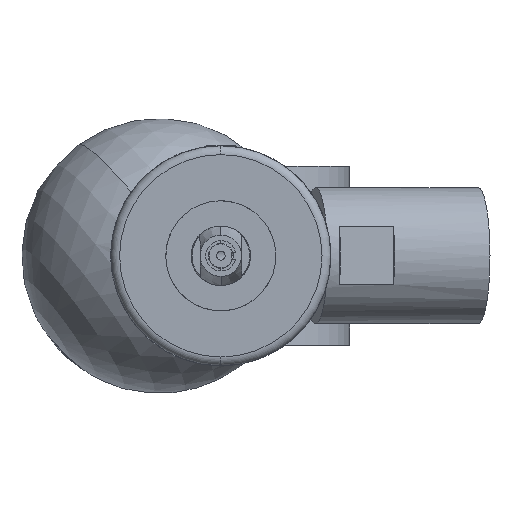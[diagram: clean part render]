
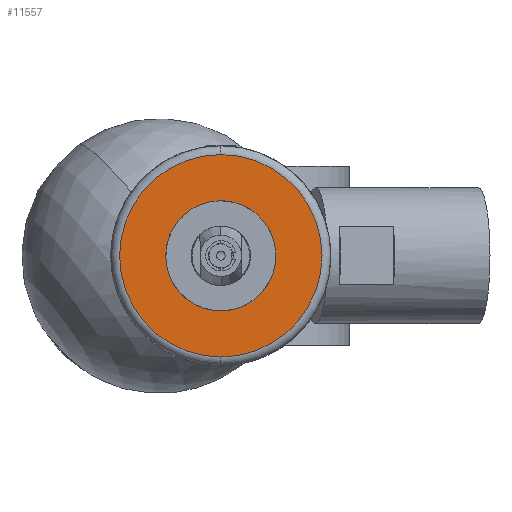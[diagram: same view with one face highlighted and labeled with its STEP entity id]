
A CAD part, left-side view. The second image highlights one B-rep face of the part: STEP entity #11557.
In plain terms, the highlighted planar face has unit normal (-1, 0, 0).
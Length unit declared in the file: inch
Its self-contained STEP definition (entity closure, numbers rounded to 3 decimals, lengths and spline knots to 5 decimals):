
#356 = CIRCLE ( 'NONE', #11429, 0.46 ) ;
#434 = ORIENTED_EDGE ( 'NONE', *, *, #5045, .T. ) ;
#933 = DIRECTION ( 'NONE',  ( -1., 0., 0. ) ) ;
#1071 = CARTESIAN_POINT ( 'NONE',  ( -0.1535, 0., 0. ) ) ;
#1187 = ORIENTED_EDGE ( 'NONE', *, *, #10555, .F. ) ;
#1217 = ORIENTED_EDGE ( 'NONE', *, *, #13244, .T. ) ;
#1257 = DIRECTION ( 'NONE',  ( -1., 0., 0. ) ) ;
#1654 = VERTEX_POINT ( 'NONE', #11220 ) ;
#2315 = AXIS2_PLACEMENT_3D ( 'NONE', #12420, #7936, #5398 ) ;
#3250 = FACE_BOUND ( 'NONE', #10471, .T. ) ;
#3358 = CIRCLE ( 'NONE', #7526, 0.0805 ) ;
#3379 = EDGE_LOOP ( 'NONE', ( #1217, #434 ) ) ;
#3398 = DIRECTION ( 'NONE',  ( 0., 0., 1. ) ) ;
#3775 = CARTESIAN_POINT ( 'NONE',  ( -0.1535, 0., -0.46 ) ) ;
#4425 = VERTEX_POINT ( 'NONE', #3775 ) ;
#5045 = EDGE_CURVE ( 'NONE', #1654, #4425, #12826, .T. ) ;
#5398 = DIRECTION ( 'NONE',  ( 0., 0., -1. ) ) ;
#5713 = ORIENTED_EDGE ( 'NONE', *, *, #13901, .F. ) ;
#6637 = FACE_OUTER_BOUND ( 'NONE', #3379, .T. ) ;
#6713 = PLANE ( 'NONE',  #2315 ) ;
#7526 = AXIS2_PLACEMENT_3D ( 'NONE', #10655, #1257, #13113 ) ;
#7936 = DIRECTION ( 'NONE',  ( 1., 0., 0. ) ) ;
#8161 = VERTEX_POINT ( 'NONE', #12888 ) ;
#8237 = CIRCLE ( 'NONE', #14372, 0.0805 ) ;
#8532 = DIRECTION ( 'NONE',  ( 0., 0., -1. ) ) ;
#9369 = DIRECTION ( 'NONE',  ( -1., 0., 0. ) ) ;
#9411 = VERTEX_POINT ( 'NONE', #9872 ) ;
#9872 = CARTESIAN_POINT ( 'NONE',  ( -0.1535, 0., 0.0805 ) ) ;
#10471 = EDGE_LOOP ( 'NONE', ( #1187, #5713 ) ) ;
#10555 = EDGE_CURVE ( 'NONE', #9411, #8161, #8237, .T. ) ;
#10616 = AXIS2_PLACEMENT_3D ( 'NONE', #11736, #9369, #10651 ) ;
#10651 = DIRECTION ( 'NONE',  ( 0., 0., -1. ) ) ;
#10655 = CARTESIAN_POINT ( 'NONE',  ( -0.1535, 0., 0. ) ) ;
#11220 = CARTESIAN_POINT ( 'NONE',  ( -0.1535, 0., 0.46 ) ) ;
#11429 = AXIS2_PLACEMENT_3D ( 'NONE', #13354, #14355, #8532 ) ;
#11557 = ADVANCED_FACE ( 'NONE', ( #3250, #6637 ), #6713, .F. ) ;
#11736 = CARTESIAN_POINT ( 'NONE',  ( -0.1535, 0., 0. ) ) ;
#12420 = CARTESIAN_POINT ( 'NONE',  ( -0.1535, 0.5, 0. ) ) ;
#12826 = CIRCLE ( 'NONE', #10616, 0.46 ) ;
#12888 = CARTESIAN_POINT ( 'NONE',  ( -0.1535, 0., -0.0805 ) ) ;
#13113 = DIRECTION ( 'NONE',  ( 0., 0., 1. ) ) ;
#13244 = EDGE_CURVE ( 'NONE', #4425, #1654, #356, .T. ) ;
#13354 = CARTESIAN_POINT ( 'NONE',  ( -0.1535, 0., 0. ) ) ;
#13901 = EDGE_CURVE ( 'NONE', #8161, #9411, #3358, .T. ) ;
#14355 = DIRECTION ( 'NONE',  ( -1., 0., 0. ) ) ;
#14372 = AXIS2_PLACEMENT_3D ( 'NONE', #1071, #933, #3398 ) ;
